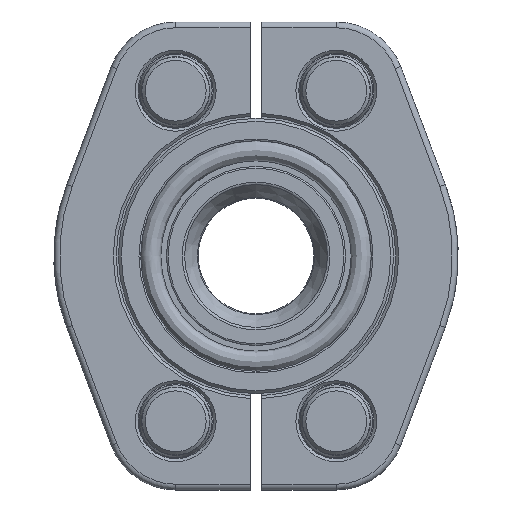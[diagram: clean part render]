
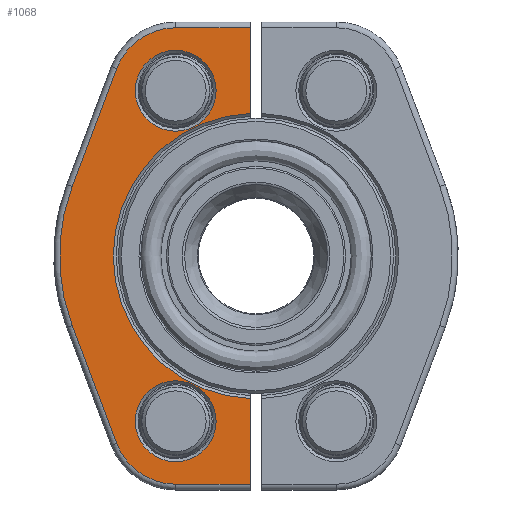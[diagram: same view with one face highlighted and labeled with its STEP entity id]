
A CAD part, left-side view. The second image highlights one B-rep face of the part: STEP entity #1068.
In plain terms, the highlighted face is planar.
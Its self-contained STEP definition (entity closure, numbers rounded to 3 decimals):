
#877=LINE('',#3059,#929);
#878=LINE('',#3062,#930);
#879=LINE('',#3066,#931);
#880=LINE('',#3070,#932);
#881=LINE('',#3074,#933);
#882=LINE('',#3076,#934);
#929=VECTOR('',#2543,1.);
#930=VECTOR('',#2544,1.);
#931=VECTOR('',#2547,1.);
#932=VECTOR('',#2550,1.);
#933=VECTOR('',#2553,1.);
#934=VECTOR('',#2554,1.);
#1018=PLANE('',#2243);
#1068=ADVANCED_FACE('',(#1212,#1213,#1214),#1018,.T.);
#1212=FACE_BOUND('',#1304,.T.);
#1213=FACE_BOUND('',#1305,.T.);
#1214=FACE_BOUND('',#1306,.T.);
#1304=EDGE_LOOP('',(#1486,#1487,#1488,#1489,#1490,#1491,#1492,#1493,#1494,
#1495));
#1305=EDGE_LOOP('',(#1496));
#1306=EDGE_LOOP('',(#1497));
#1486=ORIENTED_EDGE('',*,*,#1947,.F.);
#1487=ORIENTED_EDGE('',*,*,#1948,.T.);
#1488=ORIENTED_EDGE('',*,*,#1949,.T.);
#1489=ORIENTED_EDGE('',*,*,#1950,.T.);
#1490=ORIENTED_EDGE('',*,*,#1951,.T.);
#1491=ORIENTED_EDGE('',*,*,#1952,.T.);
#1492=ORIENTED_EDGE('',*,*,#1953,.T.);
#1493=ORIENTED_EDGE('',*,*,#1954,.T.);
#1494=ORIENTED_EDGE('',*,*,#1955,.F.);
#1495=ORIENTED_EDGE('',*,*,#1956,.T.);
#1496=ORIENTED_EDGE('',*,*,#1957,.T.);
#1497=ORIENTED_EDGE('',*,*,#1958,.T.);
#1819=VERTEX_POINT('',#3060);
#1820=VERTEX_POINT('',#3061);
#1821=VERTEX_POINT('',#3063);
#1822=VERTEX_POINT('',#3065);
#1823=VERTEX_POINT('',#3067);
#1824=VERTEX_POINT('',#3069);
#1825=VERTEX_POINT('',#3071);
#1826=VERTEX_POINT('',#3073);
#1827=VERTEX_POINT('',#3075);
#1828=VERTEX_POINT('',#3077);
#1829=VERTEX_POINT('',#3080);
#1830=VERTEX_POINT('',#3082);
#1947=EDGE_CURVE('',#1819,#1820,#877,.T.);
#1948=EDGE_CURVE('',#1819,#1821,#878,.T.);
#1949=EDGE_CURVE('',#1821,#1822,#2101,.T.);
#1950=EDGE_CURVE('',#1822,#1823,#879,.T.);
#1951=EDGE_CURVE('',#1823,#1824,#2102,.T.);
#1952=EDGE_CURVE('',#1824,#1825,#880,.T.);
#1953=EDGE_CURVE('',#1825,#1826,#2103,.T.);
#1954=EDGE_CURVE('',#1826,#1827,#881,.T.);
#1955=EDGE_CURVE('',#1828,#1827,#882,.T.);
#1956=EDGE_CURVE('',#1828,#1820,#2104,.T.);
#1957=EDGE_CURVE('',#1829,#1829,#2105,.T.);
#1958=EDGE_CURVE('',#1830,#1830,#2106,.T.);
#2101=CIRCLE('',#2237,10.9);
#2102=CIRCLE('',#2238,34.);
#2103=CIRCLE('',#2239,10.9);
#2104=CIRCLE('',#2240,24.7);
#2105=CIRCLE('',#2241,7.);
#2106=CIRCLE('',#2242,7.);
#2237=AXIS2_PLACEMENT_3D('',#3064,#2545,#2546);
#2238=AXIS2_PLACEMENT_3D('',#3068,#2548,#2549);
#2239=AXIS2_PLACEMENT_3D('',#3072,#2551,#2552);
#2240=AXIS2_PLACEMENT_3D('',#3078,#2555,#2556);
#2241=AXIS2_PLACEMENT_3D('',#3079,#2557,#2558);
#2242=AXIS2_PLACEMENT_3D('',#3081,#2559,#2560);
#2243=AXIS2_PLACEMENT_3D('',#3083,#2561,#2562);
#2543=DIRECTION('',(1.,0.,0.));
#2544=DIRECTION('',(0.,1.,0.));
#2545=DIRECTION('',(0.,0.,-1.));
#2546=DIRECTION('',(-1.,0.,0.));
#2547=DIRECTION('',(0.936,0.353,0.));
#2548=DIRECTION('',(0.,0.,-1.));
#2549=DIRECTION('',(-1.,0.,0.));
#2550=DIRECTION('',(0.936,-0.353,0.));
#2551=DIRECTION('',(0.,0.,-1.));
#2552=DIRECTION('',(-1.,0.,0.));
#2553=DIRECTION('',(0.,-1.,0.));
#2554=DIRECTION('',(1.,0.,0.));
#2555=DIRECTION('',(0.,0.,1.));
#2556=DIRECTION('',(-1.,0.,0.));
#2557=DIRECTION('',(0.,0.,1.));
#2558=DIRECTION('',(-1.,0.,0.));
#2559=DIRECTION('',(0.,0.,1.));
#2560=DIRECTION('',(-1.,0.,0.));
#2561=DIRECTION('',(0.,0.,-1.));
#2562=DIRECTION('',(-1.,0.,0.));
#3059=CARTESIAN_POINT('',(-45.,1.,0.));
#3060=CARTESIAN_POINT('',(-39.5,1.,0.));
#3061=CARTESIAN_POINT('',(-24.68,1.,0.));
#3062=CARTESIAN_POINT('',(-39.5,-13.9,0.));
#3063=CARTESIAN_POINT('',(-39.5,13.9,0.));
#3064=CARTESIAN_POINT('',(-28.6,13.9,0.));
#3065=CARTESIAN_POINT('',(-32.447,24.098,0.));
#3066=CARTESIAN_POINT('',(8.446,39.525,0.));
#3067=CARTESIAN_POINT('',(-12.001,31.812,0.));
#3068=CARTESIAN_POINT('',(0.,0.,0.));
#3069=CARTESIAN_POINT('',(12.001,31.812,0.));
#3070=CARTESIAN_POINT('',(41.628,20.635,0.));
#3071=CARTESIAN_POINT('',(32.447,24.098,0.));
#3072=CARTESIAN_POINT('',(28.6,13.9,0.));
#3073=CARTESIAN_POINT('',(39.5,13.9,0.));
#3074=CARTESIAN_POINT('',(39.5,-13.9,0.));
#3075=CARTESIAN_POINT('',(39.5,1.,0.));
#3076=CARTESIAN_POINT('',(-45.,1.,0.));
#3077=CARTESIAN_POINT('',(24.68,1.,0.));
#3078=CARTESIAN_POINT('',(0.,0.,0.));
#3079=CARTESIAN_POINT('',(28.6,13.9,0.));
#3080=CARTESIAN_POINT('',(21.6,13.9,0.));
#3081=CARTESIAN_POINT('',(-28.6,13.9,0.));
#3082=CARTESIAN_POINT('',(-35.6,13.9,0.));
#3083=CARTESIAN_POINT('',(28.6,-13.9,0.));
